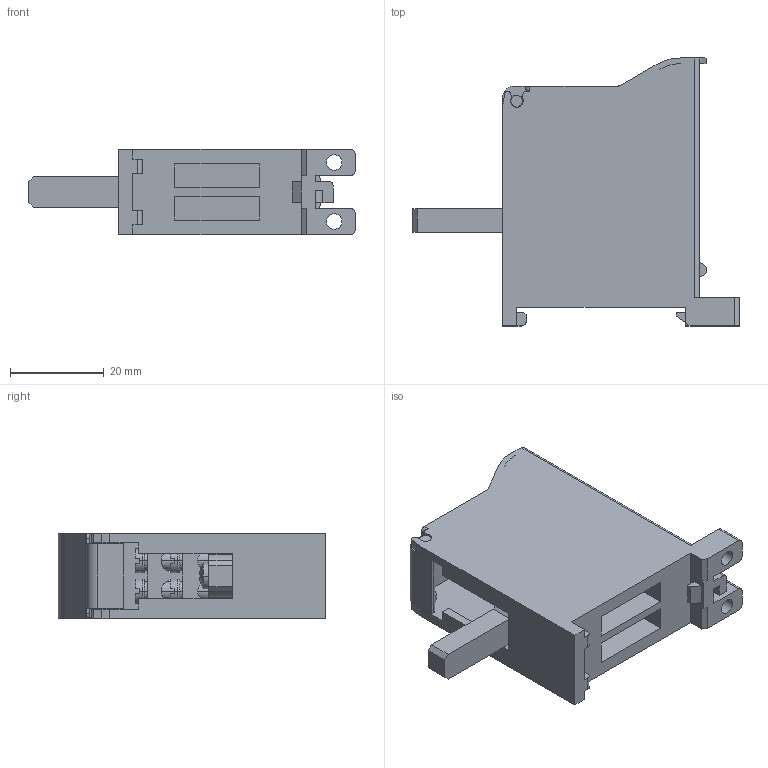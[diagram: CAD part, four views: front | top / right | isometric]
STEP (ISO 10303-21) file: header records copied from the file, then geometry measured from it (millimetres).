
FILE_DESCRIPTION((''),'2;1');
FILE_NAME('5YB576087_ASM','2023-12-04T',('dell'),(''),'PRO/ENGINEER BY PARAMETRIC TECHNOLOGY CORPORATION, 2013230','PRO/ENGINEER BY PARAMETRIC TECHNOLOGY CORPORATION, 2013230','');
FILE_SCHEMA(('AUTOMOTIVE_DESIGN { 1 0 10303 214 1 1 1 1 }'));
Length unit declared in the file: millimetre
Products named in the file (1): 5YB576087_ASM
Bounding box: 69.7 x 57.2 x 18.2 mm (x, y, z)
Volume: 23048.8 mm3; surface area: 17109.9 mm2
Topology: 1 solids, 2 shells, 413 faces, 1208 edges, 792 vertices
Faces by surface type: plane 210, cylinder 151, cone 30, sphere 10, torus 10, bspline 2
Entity records: 16272 total; most frequent: CARTESIAN_POINT 3381, ORIENTED_EDGE 2396, DIRECTION 2342, EDGE_CURVE 1198, AXIS2_PLACEMENT_3D 817, VERTEX_POINT 792, VECTOR 708, LINE 708
